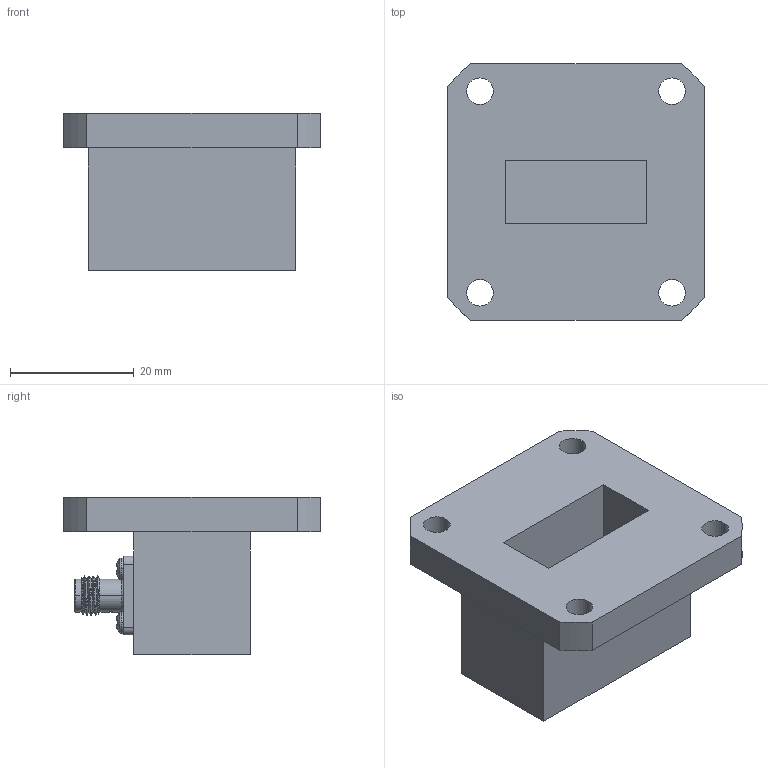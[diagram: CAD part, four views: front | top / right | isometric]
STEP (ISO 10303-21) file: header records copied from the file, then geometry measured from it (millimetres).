
FILE_DESCRIPTION (( 'STEP AP203' ), '1' );
FILE_NAME ('PEWCA1025.step', '2018-10-25T16:22:10', ( '' ), ( '' ), 'SwSTEP 2.0', 'SolidWorks 2017', '' );
FILE_SCHEMA (( 'CONFIG_CONTROL_DESIGN' ));
Length unit declared in the file: inch
Products named in the file (1): PEWCA1025
Bounding box: 41.4 x 41.4 x 25.41 mm (x, y, z)
Volume: 16447.3 mm3; surface area: 9463.8 mm2
Topology: 12 solids, 12 shells, 335 faces, 890 edges, 587 vertices
Faces by surface type: cylinder 143, plane 115, cone 44, bspline 31, torus 2
Entity records: 17409 total; most frequent: CARTESIAN_POINT 9730, ORIENTED_EDGE 1780, DIRECTION 1389, EDGE_CURVE 890, VERTEX_POINT 587, AXIS2_PLACEMENT_3D 527, EDGE_LOOP 363, VECTOR 335
